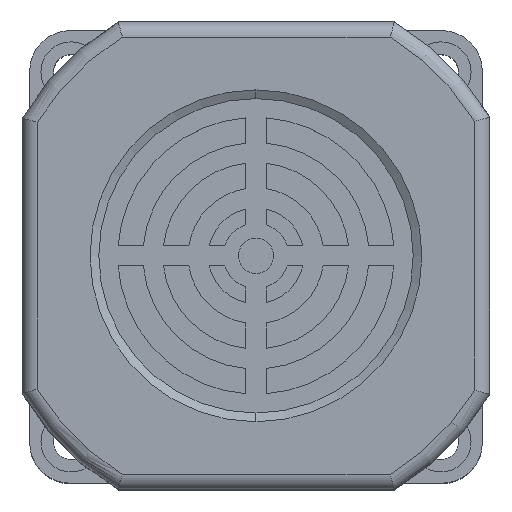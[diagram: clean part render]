
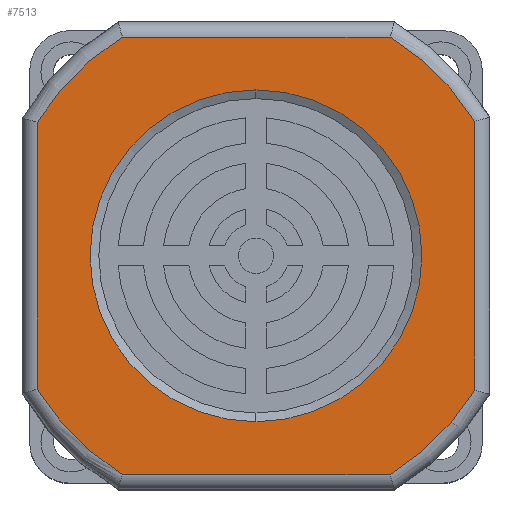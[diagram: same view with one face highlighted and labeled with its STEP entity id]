
A CAD part, top view. The second image highlights one B-rep face of the part: STEP entity #7513.
In plain terms, the highlighted face is planar.
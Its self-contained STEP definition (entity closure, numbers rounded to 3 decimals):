
#118 = VERTEX_POINT ( 'NONE', #5531 ) ;
#496 = DIRECTION ( 'NONE',  ( 0., 0., 1. ) ) ;
#549 = CARTESIAN_POINT ( 'NONE',  ( 43.5, 0., 0. ) ) ;
#792 = AXIS2_PLACEMENT_3D ( 'NONE', #10086, #2775, #11316 ) ;
#844 = DIRECTION ( 'NONE',  ( 0., 0., 1. ) ) ;
#1000 = VECTOR ( 'NONE', #496, 1000. ) ;
#1471 = CARTESIAN_POINT ( 'NONE',  ( -43.5, 0., 26.54 ) ) ;
#1473 = CARTESIAN_POINT ( 'NONE',  ( -43.5, 0., -26.54 ) ) ;
#1570 = FACE_BOUND ( 'NONE', #1861, .T. ) ;
#1805 = CIRCLE ( 'NONE', #11964, 51. ) ;
#1851 = ORIENTED_EDGE ( 'NONE', *, *, #4023, .T. ) ;
#1861 = EDGE_LOOP ( 'NONE', ( #6974, #4138 ) ) ;
#1866 = ORIENTED_EDGE ( 'NONE', *, *, #10336, .T. ) ;
#1930 = CARTESIAN_POINT ( 'NONE',  ( 0.05, 0., 0. ) ) ;
#1959 = AXIS2_PLACEMENT_3D ( 'NONE', #12343, #12077, #6640 ) ;
#2001 = CARTESIAN_POINT ( 'NONE',  ( 0.05, 0., 0. ) ) ;
#2299 = ORIENTED_EDGE ( 'NONE', *, *, #8677, .T. ) ;
#2407 = ORIENTED_EDGE ( 'NONE', *, *, #7052, .T. ) ;
#2418 = AXIS2_PLACEMENT_3D ( 'NONE', #3981, #12507, #5210 ) ;
#2607 = VERTEX_POINT ( 'NONE', #14804 ) ;
#2690 = DIRECTION ( 'NONE',  ( 1., 0., 0. ) ) ;
#2775 = DIRECTION ( 'NONE',  ( 0., -1., 0. ) ) ;
#2955 = CARTESIAN_POINT ( 'NONE',  ( 0.05, 0., 0. ) ) ;
#3178 = EDGE_CURVE ( 'NONE', #5737, #12158, #6792, .T. ) ;
#3670 = CARTESIAN_POINT ( 'NONE',  ( 43.5, 0., 26.705 ) ) ;
#3790 = DIRECTION ( 'NONE',  ( 0., 0., 1. ) ) ;
#3795 = CARTESIAN_POINT ( 'NONE',  ( 0.05, 0., 43.5 ) ) ;
#3822 = DIRECTION ( 'NONE',  ( 0., -1., 0. ) ) ;
#3981 = CARTESIAN_POINT ( 'NONE',  ( 0.05, 0., 0. ) ) ;
#4023 = EDGE_CURVE ( 'NONE', #12158, #2607, #1805, .T. ) ;
#4138 = ORIENTED_EDGE ( 'NONE', *, *, #8906, .F. ) ;
#4320 = ORIENTED_EDGE ( 'NONE', *, *, #5654, .T. ) ;
#4517 = ORIENTED_EDGE ( 'NONE', *, *, #3178, .T. ) ;
#4595 = DIRECTION ( 'NONE',  ( 0., -1., 0. ) ) ;
#4631 = LINE ( 'NONE', #549, #1000 ) ;
#4742 = VERTEX_POINT ( 'NONE', #3670 ) ;
#5210 = DIRECTION ( 'NONE',  ( 0., 0., 1. ) ) ;
#5454 = EDGE_CURVE ( 'NONE', #7775, #15552, #7514, .T. ) ;
#5531 = CARTESIAN_POINT ( 'NONE',  ( -26.572, 0., 43.5 ) ) ;
#5628 = DIRECTION ( 'NONE',  ( 0., 0., 1. ) ) ;
#5654 = EDGE_CURVE ( 'NONE', #2607, #12418, #12488, .T. ) ;
#5737 = VERTEX_POINT ( 'NONE', #1471 ) ;
#5976 = CARTESIAN_POINT ( 'NONE',  ( -43.5, 0., 0. ) ) ;
#6223 = ORIENTED_EDGE ( 'NONE', *, *, #7872, .T. ) ;
#6328 = VECTOR ( 'NONE', #12321, 1000. ) ;
#6640 = DIRECTION ( 'NONE',  ( 0., 0., -1. ) ) ;
#6792 = LINE ( 'NONE', #5976, #15712 ) ;
#6974 = ORIENTED_EDGE ( 'NONE', *, *, #5454, .F. ) ;
#7052 = EDGE_CURVE ( 'NONE', #118, #5737, #7842, .T. ) ;
#7180 = EDGE_LOOP ( 'NONE', ( #4517, #1851, #4320, #7974, #1866, #2299, #6223, #2407 ) ) ;
#7365 = VERTEX_POINT ( 'NONE', #9242 ) ;
#7513 = ADVANCED_FACE ( 'NONE', ( #8419, #1570 ), #10306, .F. ) ;
#7514 = CIRCLE ( 'NONE', #1959, 33. ) ;
#7775 = VERTEX_POINT ( 'NONE', #15749 ) ;
#7842 = CIRCLE ( 'NONE', #14129, 51. ) ;
#7863 = DIRECTION ( 'NONE',  ( 0., -1., 0. ) ) ;
#7872 = EDGE_CURVE ( 'NONE', #9856, #118, #9559, .T. ) ;
#7974 = ORIENTED_EDGE ( 'NONE', *, *, #11158, .T. ) ;
#8397 = DIRECTION ( 'NONE',  ( 0., 0., -1. ) ) ;
#8419 = FACE_OUTER_BOUND ( 'NONE', #7180, .T. ) ;
#8677 = EDGE_CURVE ( 'NONE', #4742, #9856, #9434, .T. ) ;
#8844 = CARTESIAN_POINT ( 'NONE',  ( 0., 0., 33. ) ) ;
#8906 = EDGE_CURVE ( 'NONE', #15552, #7775, #14011, .T. ) ;
#9242 = CARTESIAN_POINT ( 'NONE',  ( 43.5, 0., -26.705 ) ) ;
#9434 = CIRCLE ( 'NONE', #12837, 51. ) ;
#9559 = LINE ( 'NONE', #3795, #6328 ) ;
#9856 = VERTEX_POINT ( 'NONE', #10053 ) ;
#10053 = CARTESIAN_POINT ( 'NONE',  ( 26.673, 0., 43.5 ) ) ;
#10086 = CARTESIAN_POINT ( 'NONE',  ( 0., 0., 0. ) ) ;
#10306 = PLANE ( 'NONE',  #11079 ) ;
#10336 = EDGE_CURVE ( 'NONE', #7365, #4742, #4631, .T. ) ;
#11079 = AXIS2_PLACEMENT_3D ( 'NONE', #1930, #12915, #5628 ) ;
#11129 = CARTESIAN_POINT ( 'NONE',  ( 0.05, 0., 0. ) ) ;
#11158 = EDGE_CURVE ( 'NONE', #12418, #7365, #12229, .T. ) ;
#11187 = CARTESIAN_POINT ( 'NONE',  ( 0.05, 0., -43.5 ) ) ;
#11316 = DIRECTION ( 'NONE',  ( 0., 0., -1. ) ) ;
#11721 = VECTOR ( 'NONE', #2690, 1000. ) ;
#11964 = AXIS2_PLACEMENT_3D ( 'NONE', #2955, #7863, #844 ) ;
#12077 = DIRECTION ( 'NONE',  ( 0., -1., 0. ) ) ;
#12158 = VERTEX_POINT ( 'NONE', #1473 ) ;
#12229 = CIRCLE ( 'NONE', #2418, 51. ) ;
#12321 = DIRECTION ( 'NONE',  ( -1., 0., 0. ) ) ;
#12340 = CARTESIAN_POINT ( 'NONE',  ( 26.673, 0., -43.5 ) ) ;
#12343 = CARTESIAN_POINT ( 'NONE',  ( 0., 0., 0. ) ) ;
#12364 = DIRECTION ( 'NONE',  ( 0., 0., 1. ) ) ;
#12418 = VERTEX_POINT ( 'NONE', #12340 ) ;
#12488 = LINE ( 'NONE', #11187, #11721 ) ;
#12507 = DIRECTION ( 'NONE',  ( 0., -1., 0. ) ) ;
#12837 = AXIS2_PLACEMENT_3D ( 'NONE', #2001, #4595, #3790 ) ;
#12915 = DIRECTION ( 'NONE',  ( 0., 1., 0. ) ) ;
#14011 = CIRCLE ( 'NONE', #792, 33. ) ;
#14129 = AXIS2_PLACEMENT_3D ( 'NONE', #11129, #3822, #12364 ) ;
#14804 = CARTESIAN_POINT ( 'NONE',  ( -26.572, 0., -43.5 ) ) ;
#15552 = VERTEX_POINT ( 'NONE', #8844 ) ;
#15712 = VECTOR ( 'NONE', #8397, 1000. ) ;
#15749 = CARTESIAN_POINT ( 'NONE',  ( 0., 0., -33. ) ) ;
